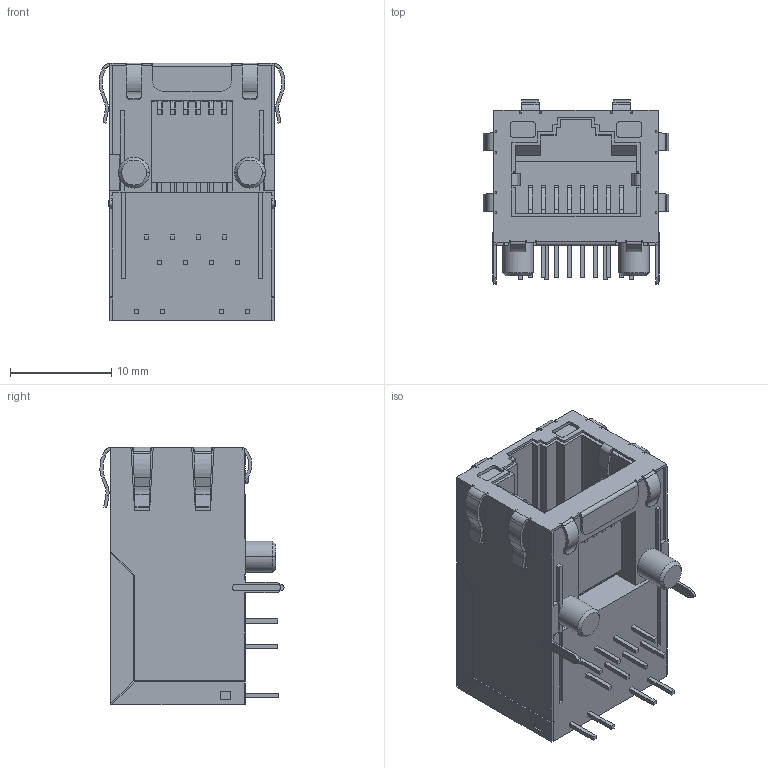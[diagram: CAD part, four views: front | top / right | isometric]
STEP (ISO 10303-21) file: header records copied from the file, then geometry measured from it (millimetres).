
FILE_DESCRIPTION(('STEP AP242'),'1');
FILE_NAME('48025-1190.stp','2022-02-07T19:43:49',('TraceParts'),('TraceParts S.A.'),'Spatial InterOp 3D',' ',' ');
FILE_SCHEMA(('AP242_MANAGED_MODEL_BASED_3D_ENGINEERING_MIM_LF {1 0 10303 442 1 1 4}'));
Length unit declared in the file: millimetre
Products named in the file (1): 48025-1190_1
Bounding box: 18.32 x 18.15 x 25.4 mm (x, y, z)
Volume: 3326.7 mm3; surface area: 3701.5 mm2
Topology: 1 solids, 1 shells, 739 faces, 2008 edges, 1328 vertices
Faces by surface type: plane 553, cylinder 146, bspline 36, cone 4
Entity records: 23514 total; most frequent: CARTESIAN_POINT 4949, ORIENTED_EDGE 3948, DIRECTION 3600, EDGE_CURVE 1974, LINE 1666, VECTOR 1666, VERTEX_POINT 1260, AXIS2_PLACEMENT_3D 967
